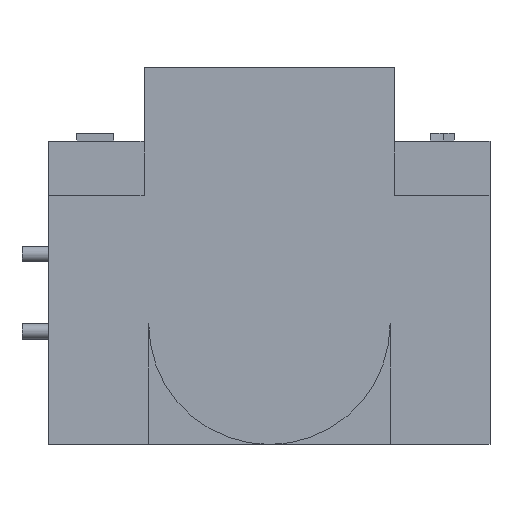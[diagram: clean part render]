
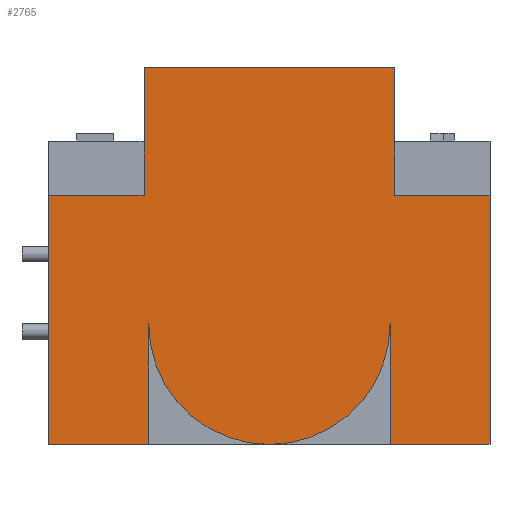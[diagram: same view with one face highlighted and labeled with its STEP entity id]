
A CAD part, front view. The second image highlights one B-rep face of the part: STEP entity #2765.
In plain terms, the highlighted planar face has unit normal (0, -1, 0).
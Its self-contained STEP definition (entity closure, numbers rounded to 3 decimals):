
#116=PLANE('',#2889);
#255=FACE_OUTER_BOUND('',#410,.T.);
#410=EDGE_LOOP('',(#2287,#2288,#2289,#2290,#2291,#2292,#2293,#2294,#2295,
#2296,#2297,#2298));
#478=CIRCLE('',#2885,7.8);
#798=LINE('',#12289,#995);
#804=LINE('',#12307,#1001);
#808=LINE('',#12315,#1005);
#809=LINE('',#12317,#1006);
#810=LINE('',#12319,#1007);
#811=LINE('',#12321,#1008);
#812=LINE('',#12323,#1009);
#813=LINE('',#12325,#1010);
#814=LINE('',#12327,#1011);
#815=LINE('',#12329,#1012);
#816=LINE('',#12330,#1013);
#995=VECTOR('',#3158,10.);
#1001=VECTOR('',#3176,10.);
#1005=VECTOR('',#3184,10.);
#1006=VECTOR('',#3185,10.);
#1007=VECTOR('',#3186,10.);
#1008=VECTOR('',#3187,10.);
#1009=VECTOR('',#3188,10.);
#1010=VECTOR('',#3189,10.);
#1011=VECTOR('',#3190,10.);
#1012=VECTOR('',#3191,10.);
#1013=VECTOR('',#3192,10.);
#1281=VERTEX_POINT('',#12287);
#1282=VERTEX_POINT('',#12288);
#1286=VERTEX_POINT('',#12300);
#1288=VERTEX_POINT('',#12306);
#1290=VERTEX_POINT('',#12314);
#1291=VERTEX_POINT('',#12316);
#1292=VERTEX_POINT('',#12318);
#1293=VERTEX_POINT('',#12320);
#1294=VERTEX_POINT('',#12322);
#1295=VERTEX_POINT('',#12324);
#1296=VERTEX_POINT('',#12326);
#1297=VERTEX_POINT('',#12328);
#1653=EDGE_CURVE('',#1281,#1282,#798,.T.);
#1659=EDGE_CURVE('',#1286,#1281,#478,.T.);
#1662=EDGE_CURVE('',#1288,#1286,#804,.T.);
#1666=EDGE_CURVE('',#1282,#1290,#808,.T.);
#1667=EDGE_CURVE('',#1290,#1291,#809,.T.);
#1668=EDGE_CURVE('',#1291,#1292,#810,.T.);
#1669=EDGE_CURVE('',#1292,#1293,#811,.T.);
#1670=EDGE_CURVE('',#1294,#1293,#812,.T.);
#1671=EDGE_CURVE('',#1294,#1295,#813,.T.);
#1672=EDGE_CURVE('',#1295,#1296,#814,.T.);
#1673=EDGE_CURVE('',#1297,#1296,#815,.T.);
#1674=EDGE_CURVE('',#1297,#1288,#816,.T.);
#2287=ORIENTED_EDGE('',*,*,#1662,.T.);
#2288=ORIENTED_EDGE('',*,*,#1659,.T.);
#2289=ORIENTED_EDGE('',*,*,#1653,.T.);
#2290=ORIENTED_EDGE('',*,*,#1666,.T.);
#2291=ORIENTED_EDGE('',*,*,#1667,.T.);
#2292=ORIENTED_EDGE('',*,*,#1668,.T.);
#2293=ORIENTED_EDGE('',*,*,#1669,.T.);
#2294=ORIENTED_EDGE('',*,*,#1670,.F.);
#2295=ORIENTED_EDGE('',*,*,#1671,.T.);
#2296=ORIENTED_EDGE('',*,*,#1672,.T.);
#2297=ORIENTED_EDGE('',*,*,#1673,.F.);
#2298=ORIENTED_EDGE('',*,*,#1674,.T.);
#2765=ADVANCED_FACE('',(#255),#116,.T.);
#2885=AXIS2_PLACEMENT_3D('',#12301,#3169,#3170);
#2889=AXIS2_PLACEMENT_3D('',#12313,#3182,#3183);
#3158=DIRECTION('',(0.,0.,-1.));
#3169=DIRECTION('center_axis',(0.,-1.,0.));
#3170=DIRECTION('ref_axis',(-1.,0.,0.));
#3176=DIRECTION('',(0.,0.,1.));
#3182=DIRECTION('center_axis',(0.,-1.,0.));
#3183=DIRECTION('ref_axis',(1.,0.,0.));
#3184=DIRECTION('',(1.,0.,0.));
#3185=DIRECTION('',(0.,0.,1.));
#3186=DIRECTION('',(-1.,0.,0.));
#3187=DIRECTION('',(0.,0.,1.));
#3188=DIRECTION('',(1.,0.,0.));
#3189=DIRECTION('',(0.,0.,-1.));
#3190=DIRECTION('',(-1.,0.,0.));
#3191=DIRECTION('',(0.,0.,1.));
#3192=DIRECTION('',(1.,0.,0.));
#12287=CARTESIAN_POINT('',(7.8,-10.875,7.8));
#12288=CARTESIAN_POINT('',(7.8,-10.875,0.));
#12289=CARTESIAN_POINT('',(7.8,-10.875,3.9));
#12300=CARTESIAN_POINT('',(-7.8,-10.875,7.8));
#12301=CARTESIAN_POINT('Origin',(0.,-10.875,7.8));
#12306=CARTESIAN_POINT('',(-7.8,-10.875,0.));
#12307=CARTESIAN_POINT('',(-7.8,-10.875,0.));
#12313=CARTESIAN_POINT('Origin',(-14.25,-10.875,0.));
#12314=CARTESIAN_POINT('',(14.25,-10.875,0.));
#12315=CARTESIAN_POINT('',(-14.25,-10.875,0.));
#12316=CARTESIAN_POINT('',(14.25,-10.875,16.1));
#12317=CARTESIAN_POINT('',(14.25,-10.875,0.));
#12318=CARTESIAN_POINT('',(8.1,-10.875,16.1));
#12319=CARTESIAN_POINT('',(-1.538,-10.875,16.1));
#12320=CARTESIAN_POINT('',(8.1,-10.875,24.35));
#12321=CARTESIAN_POINT('',(8.1,-10.875,9.8));
#12322=CARTESIAN_POINT('',(-8.1,-10.875,24.35));
#12323=CARTESIAN_POINT('',(8.1,-10.875,24.35));
#12324=CARTESIAN_POINT('',(-8.1,-10.875,16.1));
#12325=CARTESIAN_POINT('',(-8.1,-10.875,9.8));
#12326=CARTESIAN_POINT('',(-14.25,-10.875,16.1));
#12327=CARTESIAN_POINT('',(-12.713,-10.875,16.1));
#12328=CARTESIAN_POINT('',(-14.25,-10.875,0.));
#12329=CARTESIAN_POINT('',(-14.25,-10.875,0.));
#12330=CARTESIAN_POINT('',(-14.25,-10.875,0.));
